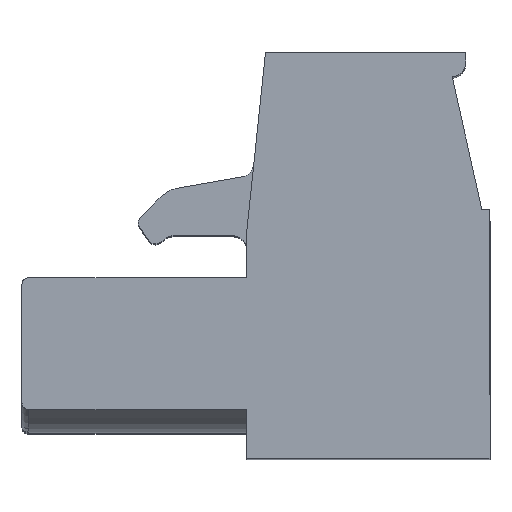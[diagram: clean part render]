
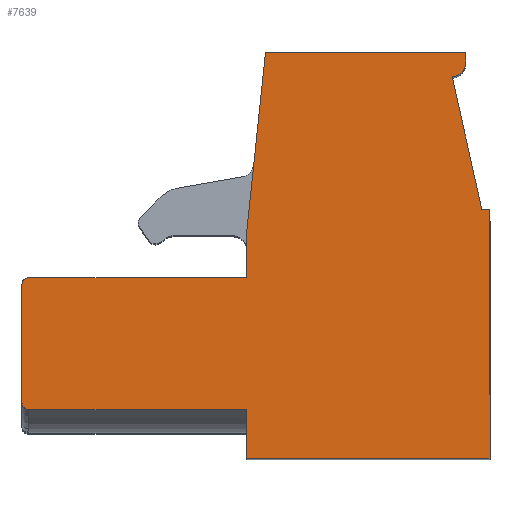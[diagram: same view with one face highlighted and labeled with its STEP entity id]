
A CAD part, top view. The second image highlights one B-rep face of the part: STEP entity #7639.
In plain terms, the highlighted planar face has unit normal (0, 0, 1).
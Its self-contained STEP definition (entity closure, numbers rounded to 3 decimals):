
#552=CARTESIAN_POINT('',(-3.7,8.3,2.5));
#553=VERTEX_POINT('',#552);
#560=CARTESIAN_POINT('',(-3.,15.,2.5));
#561=VERTEX_POINT('',#560);
#562=CARTESIAN_POINT('',(-3.7,8.3,2.5));
#563=DIRECTION('',(0.104,0.995,0.0));
#564=VECTOR('',#563,6.736);
#565=LINE('',#562,#564);
#566=EDGE_CURVE('',#553,#561,#565,.T.);
#7277=CARTESIAN_POINT('',(4.4,14.6,2.5));
#7278=VERTEX_POINT('',#7277);
#7279=CARTESIAN_POINT('',(3.9,14.1,2.5));
#7280=VERTEX_POINT('',#7279);
#7281=CARTESIAN_POINT('',(3.9,14.6,2.5));
#7282=DIRECTION('',(0.0,0.0,-1.0));
#7283=DIRECTION('',(0.707,-0.707,0.0));
#7284=AXIS2_PLACEMENT_3D('',#7281,#7282,#7283);
#7285=CIRCLE('',#7284,0.5);
#7286=EDGE_CURVE('',#7278,#7280,#7285,.T.);
#7311=CARTESIAN_POINT('',(4.4,15.0,2.5));
#7312=VERTEX_POINT('',#7311);
#7319=CARTESIAN_POINT('',(4.4,15.0,2.5));
#7320=DIRECTION('',(0.0,-1.0,0.0));
#7321=VECTOR('',#7320,0.4);
#7322=LINE('',#7319,#7321);
#7323=EDGE_CURVE('',#7312,#7278,#7322,.T.);
#7333=CARTESIAN_POINT('',(-11.75,1.8,2.5));
#7334=VERTEX_POINT('',#7333);
#7335=CARTESIAN_POINT('',(-12.,2.05,2.5));
#7336=VERTEX_POINT('',#7335);
#7337=CARTESIAN_POINT('',(-11.75,2.05,2.5));
#7338=DIRECTION('',(0.0,0.0,-1.));
#7339=DIRECTION('',(-0.707,-0.707,0.0));
#7340=AXIS2_PLACEMENT_3D('',#7337,#7338,#7339);
#7341=CIRCLE('',#7340,0.25);
#7342=EDGE_CURVE('',#7334,#7336,#7341,.T.);
#7454=CARTESIAN_POINT('',(-12.,6.425,2.5));
#7455=VERTEX_POINT('',#7454);
#7456=CARTESIAN_POINT('',(-12.,6.425,2.5));
#7457=DIRECTION('',(0.0,-1.0,0.0));
#7458=VECTOR('',#7457,4.375);
#7459=LINE('',#7456,#7458);
#7460=EDGE_CURVE('',#7455,#7336,#7459,.T.);
#7552=CARTESIAN_POINT('',(0.798,7.341,2.5));
#7553=DIRECTION('',(0.0,0.0,1.0));
#7554=DIRECTION('',(1.0,0.0,0.0));
#7555=AXIS2_PLACEMENT_3D('',#7552,#7553,#7554);
#7556=PLANE('',#7555);
#7557=ORIENTED_EDGE('',*,*,#7286,.F.);
#7558=ORIENTED_EDGE('',*,*,#7323,.F.);
#7559=CARTESIAN_POINT('',(-3.,15.,2.5));
#7560=DIRECTION('',(1.0,0.0,0.0));
#7561=VECTOR('',#7560,7.4);
#7562=LINE('',#7559,#7561);
#7563=EDGE_CURVE('',#561,#7312,#7562,.T.);
#7564=ORIENTED_EDGE('',*,*,#7563,.F.);
#7565=ORIENTED_EDGE('',*,*,#566,.F.);
#7566=CARTESIAN_POINT('',(-3.7,6.675,2.5));
#7567=VERTEX_POINT('',#7566);
#7568=CARTESIAN_POINT('',(-3.7,6.675,2.5));
#7569=DIRECTION('',(0.0,1.0,0.0));
#7570=VECTOR('',#7569,1.625);
#7571=LINE('',#7568,#7570);
#7572=EDGE_CURVE('',#7567,#553,#7571,.T.);
#7573=ORIENTED_EDGE('',*,*,#7572,.F.);
#7574=CARTESIAN_POINT('',(-11.75,6.675,2.5));
#7575=VERTEX_POINT('',#7574);
#7576=CARTESIAN_POINT('',(-3.7,6.675,2.5));
#7577=DIRECTION('',(-1.0,0.0,0.0));
#7578=VECTOR('',#7577,8.05);
#7579=LINE('',#7576,#7578);
#7580=EDGE_CURVE('',#7567,#7575,#7579,.T.);
#7581=ORIENTED_EDGE('',*,*,#7580,.T.);
#7582=CARTESIAN_POINT('',(-11.75,6.425,2.5));
#7583=DIRECTION('',(0.,0.,-1.));
#7584=DIRECTION('',(-0.707,0.707,0.));
#7585=AXIS2_PLACEMENT_3D('',#7582,#7583,#7584);
#7586=CIRCLE('',#7585,0.25);
#7587=EDGE_CURVE('',#7455,#7575,#7586,.T.);
#7588=ORIENTED_EDGE('',*,*,#7587,.F.);
#7589=ORIENTED_EDGE('',*,*,#7460,.T.);
#7590=ORIENTED_EDGE('',*,*,#7342,.F.);
#7591=CARTESIAN_POINT('',(-3.7,1.8,2.5));
#7592=VERTEX_POINT('',#7591);
#7593=CARTESIAN_POINT('',(-3.7,1.8,2.5));
#7594=DIRECTION('',(-1.0,0.0,0.0));
#7595=VECTOR('',#7594,8.05);
#7596=LINE('',#7593,#7595);
#7597=EDGE_CURVE('',#7592,#7334,#7596,.T.);
#7598=ORIENTED_EDGE('',*,*,#7597,.F.);
#7599=CARTESIAN_POINT('',(-3.7,0.0,2.5));
#7600=VERTEX_POINT('',#7599);
#7601=CARTESIAN_POINT('',(-3.7,0.0,2.5));
#7602=DIRECTION('',(0.0,1.0,0.0));
#7603=VECTOR('',#7602,1.8);
#7604=LINE('',#7601,#7603);
#7605=EDGE_CURVE('',#7600,#7592,#7604,.T.);
#7606=ORIENTED_EDGE('',*,*,#7605,.F.);
#7607=CARTESIAN_POINT('',(5.3,0.,2.5));
#7608=VERTEX_POINT('',#7607);
#7609=CARTESIAN_POINT('',(5.3,0.,2.5));
#7610=DIRECTION('',(-1.0,0.0,0.0));
#7611=VECTOR('',#7610,9.0);
#7612=LINE('',#7609,#7611);
#7613=EDGE_CURVE('',#7608,#7600,#7612,.T.);
#7614=ORIENTED_EDGE('',*,*,#7613,.F.);
#7615=CARTESIAN_POINT('',(5.3,9.2,2.5));
#7616=VERTEX_POINT('',#7615);
#7617=CARTESIAN_POINT('',(5.3,9.2,2.5));
#7618=DIRECTION('',(0.0,-1.0,0.0));
#7619=VECTOR('',#7618,9.2);
#7620=LINE('',#7617,#7619);
#7621=EDGE_CURVE('',#7616,#7608,#7620,.T.);
#7622=ORIENTED_EDGE('',*,*,#7621,.F.);
#7623=CARTESIAN_POINT('',(5.,9.2,2.5));
#7624=VERTEX_POINT('',#7623);
#7625=CARTESIAN_POINT('',(5.,9.2,2.5));
#7626=DIRECTION('',(1.0,0.0,0.0));
#7627=VECTOR('',#7626,0.3);
#7628=LINE('',#7625,#7627);
#7629=EDGE_CURVE('',#7624,#7616,#7628,.T.);
#7630=ORIENTED_EDGE('',*,*,#7629,.F.);
#7631=CARTESIAN_POINT('',(3.9,14.1,2.5));
#7632=DIRECTION('',(0.219,-0.976,0.0));
#7633=VECTOR('',#7632,5.022);
#7634=LINE('',#7631,#7633);
#7635=EDGE_CURVE('',#7280,#7624,#7634,.T.);
#7636=ORIENTED_EDGE('',*,*,#7635,.F.);
#7637=EDGE_LOOP('',(#7557,#7558,#7564,#7565,#7573,#7581,#7588,#7589,#7590,#7598,#7606,#7614,#7622,#7630,#7636));
#7638=FACE_OUTER_BOUND('',#7637,.T.);
#7639=ADVANCED_FACE('',(#7638),#7556,.T.);
